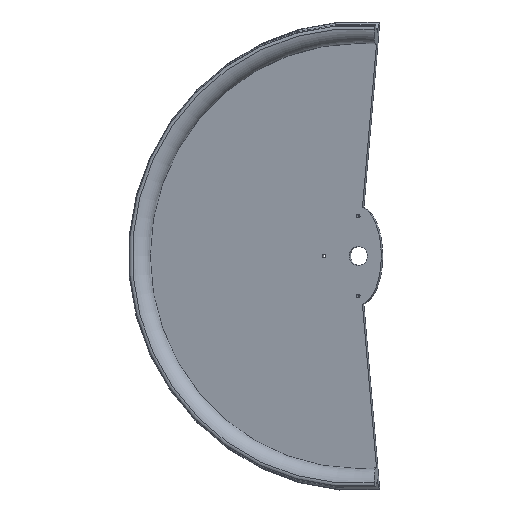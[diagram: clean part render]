
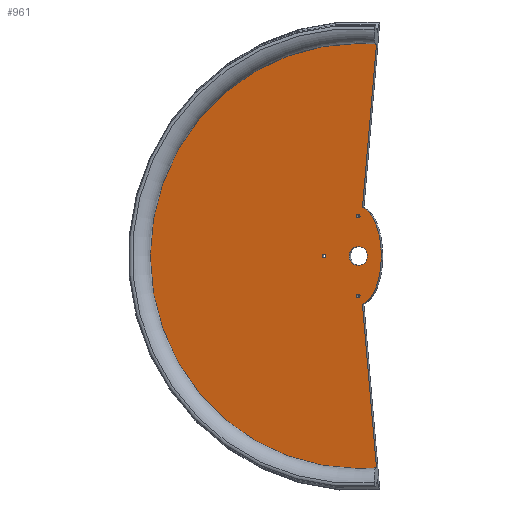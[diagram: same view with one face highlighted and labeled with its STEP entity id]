
A CAD part, top view. The second image highlights one B-rep face of the part: STEP entity #961.
In plain terms, the highlighted planar face has unit normal (-0.206, 0, 0.979).
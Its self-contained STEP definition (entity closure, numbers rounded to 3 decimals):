
#263 = VERTEX_POINT('',#264);
#264 = CARTESIAN_POINT('',(120.233,-90.2,
    33.578));
#271 = EDGE_CURVE('',#272,#263,#274,.T.);
#272 = VERTEX_POINT('',#273);
#273 = CARTESIAN_POINT('',(114.278,-20.654,
    32.325));
#274 = LINE('',#275,#276);
#275 = CARTESIAN_POINT('',(112.51,0.,
    31.953));
#276 = VECTOR('',#277,1.);
#277 = DIRECTION('',(0.085,-0.996,
    0.018));
#796 = VERTEX_POINT('',#797);
#797 = CARTESIAN_POINT('',(120.233,90.2,
    33.578));
#804 = EDGE_CURVE('',#805,#796,#807,.T.);
#805 = VERTEX_POINT('',#806);
#806 = CARTESIAN_POINT('',(114.278,20.654,
    32.325));
#807 = LINE('',#808,#809);
#808 = CARTESIAN_POINT('',(112.51,0.,31.953));
#809 = VECTOR('',#810,1.);
#810 = DIRECTION('',(0.085,0.996,
    0.018));
#946 = EDGE_CURVE('',#805,#272,#947,.T.);
#947 = ELLIPSE('',#948,21.,10.);
#948 = AXIS2_PLACEMENT_3D('',#949,#950,#951);
#949 = CARTESIAN_POINT('',(112.51,0.,
    31.953));
#950 = DIRECTION('',(0.206,0.,-0.979)
  );
#951 = DIRECTION('',(0.,1.,0.));
#961 = ADVANCED_FACE('',(#962,#992,#1003,#1014,#1025),#1036,.T.);
#962 = FACE_BOUND('',#963,.T.);
#963 = EDGE_LOOP('',(#964,#973,#974,#975,#976,#985));
#964 = ORIENTED_EDGE('',*,*,#965,.F.);
#965 = EDGE_CURVE('',#263,#966,#968,.T.);
#966 = VERTEX_POINT('',#967);
#967 = CARTESIAN_POINT('',(112.51,-90.545,
    31.953));
#968 = CIRCLE('',#969,90.545);
#969 = AXIS2_PLACEMENT_3D('',#970,#971,#972);
#970 = CARTESIAN_POINT('',(112.51,0.,31.953));
#971 = DIRECTION('',(0.206,0.,-0.979)
  );
#972 = DIRECTION('',(0.085,-0.996,
    0.018));
#973 = ORIENTED_EDGE('',*,*,#271,.F.);
#974 = ORIENTED_EDGE('',*,*,#946,.F.);
#975 = ORIENTED_EDGE('',*,*,#804,.T.);
#976 = ORIENTED_EDGE('',*,*,#977,.F.);
#977 = EDGE_CURVE('',#978,#796,#980,.T.);
#978 = VERTEX_POINT('',#979);
#979 = CARTESIAN_POINT('',(112.51,90.545,
    31.953));
#980 = CIRCLE('',#981,90.545);
#981 = AXIS2_PLACEMENT_3D('',#982,#983,#984);
#982 = CARTESIAN_POINT('',(112.51,0.,31.953));
#983 = DIRECTION('',(0.206,0.,-0.979)
  );
#984 = DIRECTION('',(0.085,-0.996,
    0.018));
#985 = ORIENTED_EDGE('',*,*,#986,.F.);
#986 = EDGE_CURVE('',#966,#978,#987,.T.);
#987 = CIRCLE('',#988,90.545);
#988 = AXIS2_PLACEMENT_3D('',#989,#990,#991);
#989 = CARTESIAN_POINT('',(112.51,0.,31.953));
#990 = DIRECTION('',(0.206,0.,-0.979)
  );
#991 = DIRECTION('',(0.085,-0.996,
    0.018));
#992 = FACE_BOUND('',#993,.T.);
#993 = EDGE_LOOP('',(#994));
#994 = ORIENTED_EDGE('',*,*,#995,.F.);
#995 = EDGE_CURVE('',#996,#996,#998,.T.);
#996 = VERTEX_POINT('',#997);
#997 = CARTESIAN_POINT('',(97.097,0.,28.711));
#998 = CIRCLE('',#999,0.75);
#999 = AXIS2_PLACEMENT_3D('',#1000,#1001,#1002);
#1000 = CARTESIAN_POINT('',(97.831,0.,
    28.866));
#1001 = DIRECTION('',(-0.206,0.,0.979)
  );
#1002 = DIRECTION('',(-0.979,0.,-0.206
    ));
#1003 = FACE_BOUND('',#1004,.T.);
#1004 = EDGE_LOOP('',(#1005));
#1005 = ORIENTED_EDGE('',*,*,#1006,.F.);
#1006 = EDGE_CURVE('',#1007,#1007,#1009,.T.);
#1007 = VERTEX_POINT('',#1008);
#1008 = CARTESIAN_POINT('',(111.776,-17.,31.799));
#1009 = CIRCLE('',#1010,0.75);
#1010 = AXIS2_PLACEMENT_3D('',#1011,#1012,#1013);
#1011 = CARTESIAN_POINT('',(112.51,-17.,31.953));
#1012 = DIRECTION('',(-0.206,0.,0.979)
  );
#1013 = DIRECTION('',(-0.979,0.,-0.206
    ));
#1014 = FACE_BOUND('',#1015,.T.);
#1015 = EDGE_LOOP('',(#1016));
#1016 = ORIENTED_EDGE('',*,*,#1017,.F.);
#1017 = EDGE_CURVE('',#1018,#1018,#1020,.T.);
#1018 = VERTEX_POINT('',#1019);
#1019 = CARTESIAN_POINT('',(108.596,0.,31.13));
#1020 = CIRCLE('',#1021,4.);
#1021 = AXIS2_PLACEMENT_3D('',#1022,#1023,#1024);
#1022 = CARTESIAN_POINT('',(112.51,0.,
    31.953));
#1023 = DIRECTION('',(-0.206,0.,0.979)
  );
#1024 = DIRECTION('',(-0.979,0.,-0.206
    ));
#1025 = FACE_BOUND('',#1026,.T.);
#1026 = EDGE_LOOP('',(#1027));
#1027 = ORIENTED_EDGE('',*,*,#1028,.F.);
#1028 = EDGE_CURVE('',#1029,#1029,#1031,.T.);
#1029 = VERTEX_POINT('',#1030);
#1030 = CARTESIAN_POINT('',(111.776,17.,31.799));
#1031 = CIRCLE('',#1032,0.75);
#1032 = AXIS2_PLACEMENT_3D('',#1033,#1034,#1035);
#1033 = CARTESIAN_POINT('',(112.51,17.,31.953));
#1034 = DIRECTION('',(-0.206,0.,0.979)
  );
#1035 = DIRECTION('',(-0.979,0.,-0.206
    ));
#1036 = PLANE('',#1037);
#1037 = AXIS2_PLACEMENT_3D('',#1038,#1039,#1040);
#1038 = CARTESIAN_POINT('',(85.278,0.,
    26.225));
#1039 = DIRECTION('',(-0.206,0.,0.979));
#1040 = DIRECTION('',(0.979,0.,0.206));
